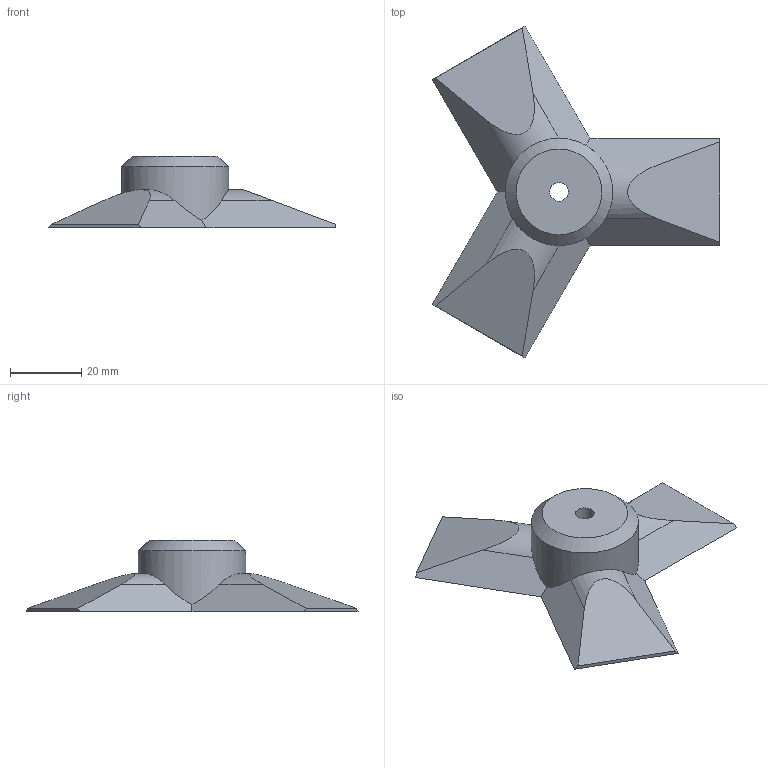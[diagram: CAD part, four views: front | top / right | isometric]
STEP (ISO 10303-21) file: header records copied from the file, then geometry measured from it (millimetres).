
FILE_DESCRIPTION(('FreeCAD Model'),'2;1');
FILE_NAME('Open CASCADE Shape Model','2022-02-18T08:35:49',('Author'),( ''),'Open CASCADE STEP processor 7.5','FreeCAD','Unknown');
FILE_SCHEMA(('AUTOMOTIVE_DESIGN { 1 0 10303 214 1 1 1 1 }'));
Length unit declared in the file: millimetre
Products named in the file (3): pulpropeller; Body; PolarPattern001
Assembly tree (2 placements, depth 2):
  pulpropeller
    Body
    PolarPattern001
Bounding box: 80.49 x 92.94 x 20 mm (x, y, z)
Volume: 53960 mm3; surface area: 18769.9 mm2
Topology: 2 solids, 2 shells, 40 faces, 106 edges, 70 vertices
Faces by surface type: plane 28, cylinder 10, cone 2
Full cylindrical faces by diameter (mm): 5.2 x2, 30 x2
Entity records: 3304 total; most frequent: CARTESIAN_POINT 1169, DIRECTION 368, ORIENTED_EDGE 212, PCURVE 212, DEFINITIONAL_REPRESENTATION 212, LINE 208, VECTOR 208, EDGE_CURVE 106
